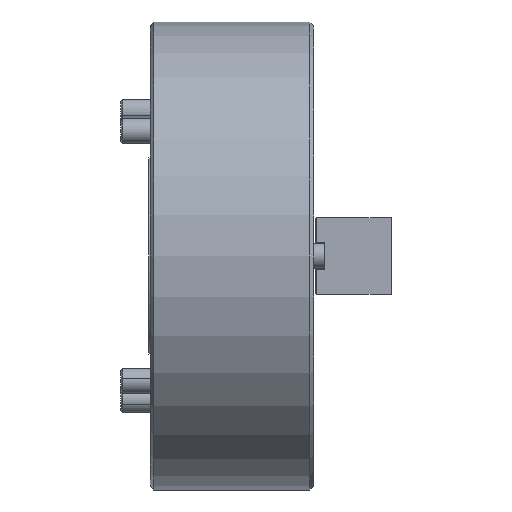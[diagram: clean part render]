
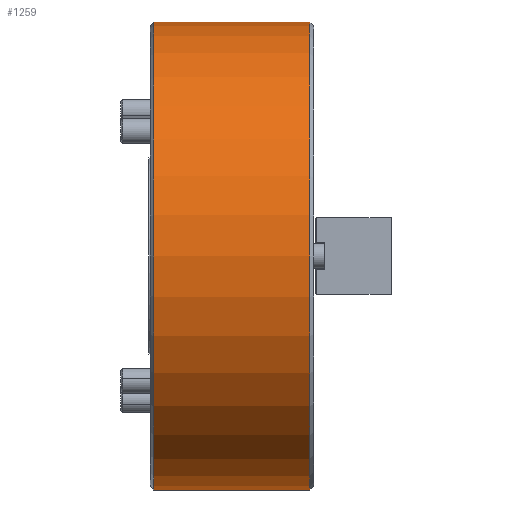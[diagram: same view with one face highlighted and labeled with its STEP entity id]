
A CAD part, front view. The second image highlights one B-rep face of the part: STEP entity #1259.
In plain terms, the highlighted cylindrical face has radius 190.5 mm (diameter 381 mm), a partial arc.
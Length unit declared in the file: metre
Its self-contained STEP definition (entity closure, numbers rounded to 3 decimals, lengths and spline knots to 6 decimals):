
#1259 = ADVANCED_FACE ( 'NONE', ( #36403 ), #2776, .T. ) ;
#2042 = DIRECTION ( 'NONE',  ( 1., 0., 0. ) ) ;
#2776 = CYLINDRICAL_SURFACE ( 'NONE', #39378, 0.1905 ) ;
#3620 = DIRECTION ( 'NONE',  ( 0., 0., -1. ) ) ;
#4471 = CARTESIAN_POINT ( 'NONE',  ( -0.13, 0., 0. ) ) ;
#4647 = AXIS2_PLACEMENT_3D ( 'NONE', #8729, #30208, #11839 ) ;
#5597 = ORIENTED_EDGE ( 'NONE', *, *, #23189, .T. ) ;
#6309 = CARTESIAN_POINT ( 'NONE',  ( -0.003, 0., -0.1905 ) ) ;
#6715 = VECTOR ( 'NONE', #2042, 1. ) ;
#7537 = DIRECTION ( 'NONE',  ( 0., 0., 1. ) ) ;
#7679 = LINE ( 'NONE', #26482, #6715 ) ;
#8729 = CARTESIAN_POINT ( 'NONE',  ( -0.003, 0., 0. ) ) ;
#9346 = ORIENTED_EDGE ( 'NONE', *, *, #22717, .F. ) ;
#9677 = ORIENTED_EDGE ( 'NONE', *, *, #11733, .T. ) ;
#10168 = VERTEX_POINT ( 'NONE', #6309 ) ;
#10673 = CARTESIAN_POINT ( 'NONE',  ( 0., 0., 0. ) ) ;
#11733 = EDGE_CURVE ( 'NONE', #21089, #10168, #7679, .T. ) ;
#11839 = DIRECTION ( 'NONE',  ( 0., 0., -1. ) ) ;
#12755 = CIRCLE ( 'NONE', #37814, 0.1905 ) ;
#12796 = DIRECTION ( 'NONE',  ( 1., 0., 0. ) ) ;
#14379 = EDGE_CURVE ( 'NONE', #36253, #21089, #12755, .T. ) ;
#14974 = VECTOR ( 'NONE', #16282, 1. ) ;
#15736 = ORIENTED_EDGE ( 'NONE', *, *, #14379, .T. ) ;
#16282 = DIRECTION ( 'NONE',  ( 1., 0., 0. ) ) ;
#17026 = EDGE_LOOP ( 'NONE', ( #9346, #15736, #9677, #5597 ) ) ;
#20102 = VERTEX_POINT ( 'NONE', #23738 ) ;
#21089 = VERTEX_POINT ( 'NONE', #31440 ) ;
#22568 = CARTESIAN_POINT ( 'NONE',  ( -0.13, 0., 0.1905 ) ) ;
#22717 = EDGE_CURVE ( 'NONE', #36253, #20102, #39491, .T. ) ;
#23189 = EDGE_CURVE ( 'NONE', #10168, #20102, #24617, .T. ) ;
#23738 = CARTESIAN_POINT ( 'NONE',  ( -0.003, 0., 0.1905 ) ) ;
#24617 = CIRCLE ( 'NONE', #4647, 0.1905 ) ;
#25960 = DIRECTION ( 'NONE',  ( 1., 0., 0. ) ) ;
#26482 = CARTESIAN_POINT ( 'NONE',  ( 0., 0., -0.1905 ) ) ;
#28504 = CARTESIAN_POINT ( 'NONE',  ( 0., 0., 0.1905 ) ) ;
#30208 = DIRECTION ( 'NONE',  ( -1., 0., 0. ) ) ;
#31440 = CARTESIAN_POINT ( 'NONE',  ( -0.13, 0., -0.1905 ) ) ;
#36253 = VERTEX_POINT ( 'NONE', #22568 ) ;
#36403 = FACE_OUTER_BOUND ( 'NONE', #17026, .T. ) ;
#37814 = AXIS2_PLACEMENT_3D ( 'NONE', #4471, #25960, #7537 ) ;
#39378 = AXIS2_PLACEMENT_3D ( 'NONE', #10673, #12796, #3620 ) ;
#39491 = LINE ( 'NONE', #28504, #14974 ) ;
